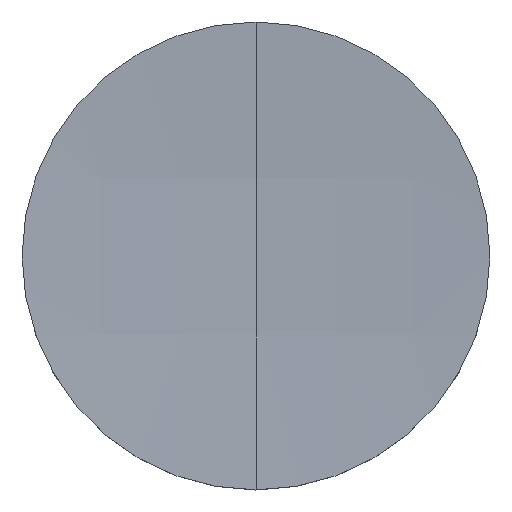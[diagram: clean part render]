
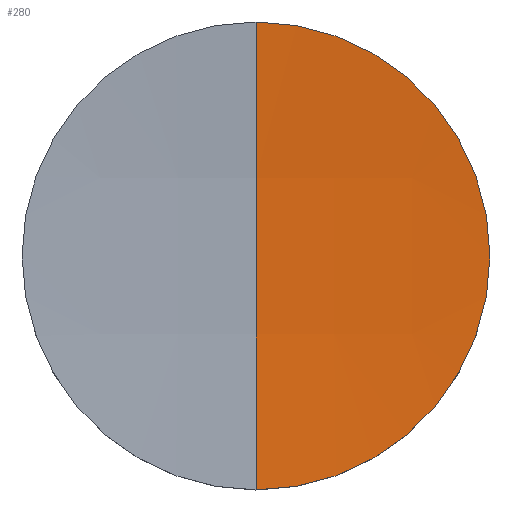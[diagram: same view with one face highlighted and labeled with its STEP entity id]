
A CAD part, top view. The second image highlights one B-rep face of the part: STEP entity #280.
In plain terms, the highlighted free-form (B-spline) face has degree [3, 3] with [4, 4] control points.
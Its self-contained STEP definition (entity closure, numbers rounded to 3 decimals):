
#5 = DIRECTION ( 'NONE',  ( 0., 0., -1. ) ) ;
#9 = CARTESIAN_POINT ( 'NONE',  ( 4.254, 12.852, 3.197 ) ) ;
#13 = CARTESIAN_POINT ( 'NONE',  ( 12.752, 12.852, 3.589 ) ) ;
#16 = CARTESIAN_POINT ( 'NONE',  ( 4.265, 4.29, 2.667 ) ) ;
#23 = CARTESIAN_POINT ( 'NONE',  ( 0., 0., 210.8 ) ) ;
#24 = ORIENTED_EDGE ( 'NONE', *, *, #56, .T. ) ;
#31 = CARTESIAN_POINT ( 'NONE',  ( 8.528, 4.29, 2.798 ) ) ;
#35 = CARTESIAN_POINT ( 'NONE',  ( 12.752, -12.852, 3.589 ) ) ;
#40 = EDGE_CURVE ( 'NONE', #114, #255, #284, .T. ) ;
#48 = CARTESIAN_POINT ( 'NONE',  ( 12.7, 0., 3.188 ) ) ;
#54 = CARTESIAN_POINT ( 'NONE',  ( 0., 12.852, 3.197 ) ) ;
#56 = EDGE_CURVE ( 'NONE', #158, #255, #104, .T. ) ;
#59 = CIRCLE ( 'NONE', #247, 12.7 ) ;
#65 = DIRECTION ( 'NONE',  ( 1., 0., 0. ) ) ;
#72 = DIRECTION ( 'NONE',  ( 1., 0., 0. ) ) ;
#75 = ORIENTED_EDGE ( 'NONE', *, *, #40, .F. ) ;
#80 = CARTESIAN_POINT ( 'NONE',  ( 0., 4.29, 2.667 ) ) ;
#103 = CARTESIAN_POINT ( 'NONE',  ( 0., -12.7, 3.188 ) ) ;
#104 = CIRCLE ( 'NONE', #206, 208. ) ;
#108 = CARTESIAN_POINT ( 'NONE',  ( 4.254, -12.852, 3.197 ) ) ;
#114 = VERTEX_POINT ( 'NONE', #48 ) ;
#119 = CARTESIAN_POINT ( 'NONE',  ( 0., 0., 3.188 ) ) ;
#129 = CARTESIAN_POINT ( 'NONE',  ( 8.528, -4.29, 2.798 ) ) ;
#130 = CARTESIAN_POINT ( 'NONE',  ( 0., -12.852, 3.197 ) ) ;
#141 = EDGE_CURVE ( 'NONE', #158, #114, #59, .T. ) ;
#151 = CARTESIAN_POINT ( 'NONE',  ( 0., 0., 3.188 ) ) ;
#158 = VERTEX_POINT ( 'NONE', #239 ) ;
#167 = DIRECTION ( 'NONE',  ( 0., 1., 0. ) ) ;
#176 = AXIS2_PLACEMENT_3D ( 'NONE', #119, #231, #65 ) ;
#180 = CARTESIAN_POINT ( 'NONE',  ( 12.784, -4.29, 3.06 ) ) ;
#201 = CARTESIAN_POINT ( 'NONE',  ( 12.784, 4.29, 3.06 ) ) ;
#206 = AXIS2_PLACEMENT_3D ( 'NONE', #23, #295, #167 ) ;
#231 = DIRECTION ( 'NONE',  ( 0., 0., -1. ) ) ;
#237 =( BOUNDED_SURFACE ( )  B_SPLINE_SURFACE ( 3, 3, ( 
 ( #13, #246, #9, #54 ),
 ( #201, #31, #16, #80 ),
 ( #180, #129, #288, #245 ),
 ( #35, #269, #108, #130 ) ),
 .UNSPECIFIED., .F., .F., .T. ) 
 B_SPLINE_SURFACE_WITH_KNOTS ( ( 4, 4 ),
 ( 4, 4 ),
 ( 0., 1. ),
 ( 0., 1. ),
 .UNSPECIFIED. ) 
 GEOMETRIC_REPRESENTATION_ITEM ( )  RATIONAL_B_SPLINE_SURFACE ( (
 ( 1., 1., 1., 1.),
 ( 0.999, 0.998, 0.998, 0.999),
 ( 0.999, 0.998, 0.998, 0.999),
 ( 1., 1., 1., 1.) ) ) 
 REPRESENTATION_ITEM ( '' )  SURFACE ( )  );
#239 = CARTESIAN_POINT ( 'NONE',  ( 0., 12.7, 3.188 ) ) ;
#245 = CARTESIAN_POINT ( 'NONE',  ( 0., -4.29, 2.667 ) ) ;
#246 = CARTESIAN_POINT ( 'NONE',  ( 8.506, 12.852, 3.328 ) ) ;
#247 = AXIS2_PLACEMENT_3D ( 'NONE', #151, #5, #72 ) ;
#252 = ORIENTED_EDGE ( 'NONE', *, *, #141, .F. ) ;
#255 = VERTEX_POINT ( 'NONE', #103 ) ;
#259 = EDGE_LOOP ( 'NONE', ( #252, #24, #75 ) ) ;
#269 = CARTESIAN_POINT ( 'NONE',  ( 8.506, -12.852, 3.328 ) ) ;
#274 = FACE_OUTER_BOUND ( 'NONE', #259, .T. ) ;
#280 = ADVANCED_FACE ( 'NONE', ( #274 ), #237, .F. ) ;
#284 = CIRCLE ( 'NONE', #176, 12.7 ) ;
#288 = CARTESIAN_POINT ( 'NONE',  ( 4.265, -4.29, 2.667 ) ) ;
#295 = DIRECTION ( 'NONE',  ( -1., 0., 0. ) ) ;
